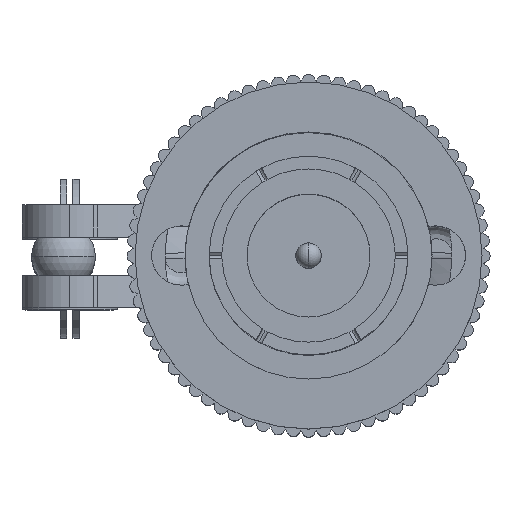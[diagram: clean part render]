
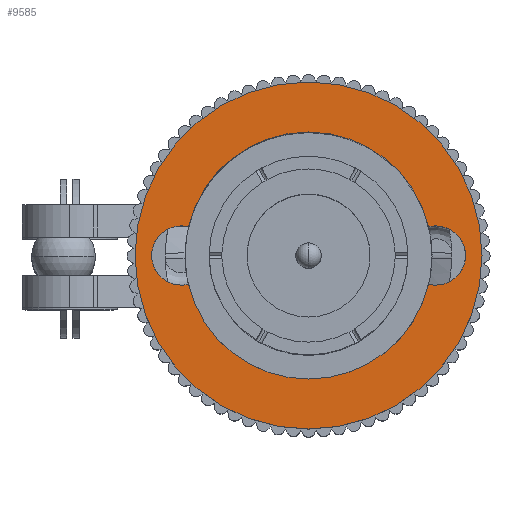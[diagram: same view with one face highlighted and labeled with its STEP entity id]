
A CAD part, top view. The second image highlights one B-rep face of the part: STEP entity #9585.
In plain terms, the highlighted planar face has unit normal (0, 0, 1).
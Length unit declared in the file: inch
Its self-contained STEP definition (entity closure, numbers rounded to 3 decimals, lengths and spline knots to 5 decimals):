
#8781 = VERTEX_POINT ( 'NONE', #16976 ) ;
#8787 = EDGE_CURVE ( 'NONE', #9120, #9102, #18000, .T. ) ;
#8850 = VERTEX_POINT ( 'NONE', #17892 ) ;
#8861 = EDGE_CURVE ( 'NONE', #8876, #9064, #18084, .T. ) ;
#8876 = VERTEX_POINT ( 'NONE', #18058 ) ;
#8888 = VERTEX_POINT ( 'NONE', #18144 ) ;
#8895 = EDGE_CURVE ( 'NONE', #9212, #8850, #18226, .T. ) ;
#8908 = EDGE_CURVE ( 'NONE', #9064, #8888, #18092, .T. ) ;
#9064 = VERTEX_POINT ( 'NONE', #18326 ) ;
#9086 = VERTEX_POINT ( 'NONE', #18434 ) ;
#9093 = EDGE_CURVE ( 'NONE', #9086, #9129, #18319, .T. ) ;
#9102 = VERTEX_POINT ( 'NONE', #18463 ) ;
#9114 = EDGE_CURVE ( 'NONE', #8781, #9086, #18419, .T. ) ;
#9120 = VERTEX_POINT ( 'NONE', #18401 ) ;
#9129 = VERTEX_POINT ( 'NONE', #18396 ) ;
#9149 = EDGE_CURVE ( 'NONE', #8850, #8781, #18515, .T. ) ;
#9212 = VERTEX_POINT ( 'NONE', #18607 ) ;
#9575 = EDGE_CURVE ( 'NONE', #9129, #8876, #19312, .T. ) ;
#9585 = ADVANCED_FACE ( 'NONE', ( #19299, #19338 ), #19340, .T. ) ;
#9586 = ORIENTED_EDGE ( 'NONE', *, *, #9592, .F. ) ;
#9587 = ORIENTED_EDGE ( 'NONE', *, *, #8861, .F. ) ;
#9592 = EDGE_CURVE ( 'NONE', #8888, #9120, #19283, .T. ) ;
#9593 = ORIENTED_EDGE ( 'NONE', *, *, #9093, .F. ) ;
#9610 = EDGE_LOOP ( 'NONE', ( #9586, #9614, #9587, #9615, #9593, #10299, #10272, #10275, #10163, #10126 ) ) ;
#9614 = ORIENTED_EDGE ( 'NONE', *, *, #8908, .F. ) ;
#9615 = ORIENTED_EDGE ( 'NONE', *, *, #9575, .F. ) ;
#9748 = VERTEX_POINT ( 'NONE', #19791 ) ;
#9751 = VERTEX_POINT ( 'NONE', #19795 ) ;
#10091 = EDGE_CURVE ( 'NONE', #9751, #9748, #20432, .T. ) ;
#10118 = ORIENTED_EDGE ( 'NONE', *, *, #10091, .T. ) ;
#10124 = EDGE_CURVE ( 'NONE', #9748, #9751, #20481, .T. ) ;
#10126 = ORIENTED_EDGE ( 'NONE', *, *, #8787, .F. ) ;
#10154 = ORIENTED_EDGE ( 'NONE', *, *, #10124, .T. ) ;
#10163 = ORIENTED_EDGE ( 'NONE', *, *, #10165, .F. ) ;
#10165 = EDGE_CURVE ( 'NONE', #9102, #9212, #20542, .T. ) ;
#10167 = EDGE_LOOP ( 'NONE', ( #10118, #10154 ) ) ;
#10272 = ORIENTED_EDGE ( 'NONE', *, *, #9149, .F. ) ;
#10275 = ORIENTED_EDGE ( 'NONE', *, *, #8895, .F. ) ;
#10299 = ORIENTED_EDGE ( 'NONE', *, *, #9114, .F. ) ;
#16976 = CARTESIAN_POINT ( 'NONE',  ( 0.0451, -0.18868, 0. ) ) ;
#17892 = CARTESIAN_POINT ( 'NONE',  ( 0.0465, -0.2, 0. ) ) ;
#17893 = CARTESIAN_POINT ( 'NONE',  ( 0., 0.2, 0. ) ) ;
#17938 = DIRECTION ( 'NONE',  ( -1., 0., 0. ) ) ;
#17939 = DIRECTION ( 'NONE',  ( 0., 0., 1. ) ) ;
#17997 = DIRECTION ( 'NONE',  ( 1., 0., 0. ) ) ;
#17998 = DIRECTION ( 'NONE',  ( 0., 0., 1. ) ) ;
#17999 = AXIS2_PLACEMENT_3D ( 'NONE', #18026, #17998, #17997 ) ;
#18000 = CIRCLE ( 'NONE', #17999, 0.194 ) ;
#18026 = CARTESIAN_POINT ( 'NONE',  ( 0., 0., 0. ) ) ;
#18058 = CARTESIAN_POINT ( 'NONE',  ( 0.0465, 0.2, 0. ) ) ;
#18063 = AXIS2_PLACEMENT_3D ( 'NONE', #17893, #17939, #17938 ) ;
#18084 = CIRCLE ( 'NONE', #18063, 0.0465 ) ;
#18092 = CIRCLE ( 'NONE', #18094, 0.0465 ) ;
#18094 = AXIS2_PLACEMENT_3D ( 'NONE', #18096, #18198, #18197 ) ;
#18096 = CARTESIAN_POINT ( 'NONE',  ( 0., 0.2, 0. ) ) ;
#18097 = DIRECTION ( 'NONE',  ( 1., 0., 0. ) ) ;
#18098 = DIRECTION ( 'NONE',  ( 0., 0., 1. ) ) ;
#18099 = CARTESIAN_POINT ( 'NONE',  ( 0., -0.2, 0. ) ) ;
#18144 = CARTESIAN_POINT ( 'NONE',  ( -0.0451, 0.18868, 0. ) ) ;
#18197 = DIRECTION ( 'NONE',  ( -1., 0., 0. ) ) ;
#18198 = DIRECTION ( 'NONE',  ( 0., 0., 1. ) ) ;
#18226 = CIRCLE ( 'NONE', #18231, 0.0465 ) ;
#18231 = AXIS2_PLACEMENT_3D ( 'NONE', #18099, #18098, #18097 ) ;
#18319 = CIRCLE ( 'NONE', #18494, 0.194 ) ;
#18326 = CARTESIAN_POINT ( 'NONE',  ( -0.0465, 0.2, 0. ) ) ;
#18354 = DIRECTION ( 'NONE',  ( 1., 0., 0. ) ) ;
#18381 = DIRECTION ( 'NONE',  ( 1., 0., 0. ) ) ;
#18391 = DIRECTION ( 'NONE',  ( 0., 0., 1. ) ) ;
#18396 = CARTESIAN_POINT ( 'NONE',  ( 0.0451, 0.18868, 0. ) ) ;
#18401 = CARTESIAN_POINT ( 'NONE',  ( -0.194, 0., 0. ) ) ;
#18404 = DIRECTION ( 'NONE',  ( 1., 0., 0. ) ) ;
#18405 = DIRECTION ( 'NONE',  ( 0., 0., 1. ) ) ;
#18406 = AXIS2_PLACEMENT_3D ( 'NONE', #18415, #18405, #18404 ) ;
#18408 = CARTESIAN_POINT ( 'NONE',  ( 0., -0.2, 0. ) ) ;
#18415 = CARTESIAN_POINT ( 'NONE',  ( 0., 0., 0. ) ) ;
#18419 = CIRCLE ( 'NONE', #18406, 0.194 ) ;
#18425 = DIRECTION ( 'NONE',  ( 0., 0., 1. ) ) ;
#18430 = CARTESIAN_POINT ( 'NONE',  ( 0., 0., 0. ) ) ;
#18434 = CARTESIAN_POINT ( 'NONE',  ( 0.194, 0., 0. ) ) ;
#18463 = CARTESIAN_POINT ( 'NONE',  ( -0.0451, -0.18868, 0. ) ) ;
#18494 = AXIS2_PLACEMENT_3D ( 'NONE', #18430, #18425, #18381 ) ;
#18501 = AXIS2_PLACEMENT_3D ( 'NONE', #18408, #18391, #18354 ) ;
#18515 = CIRCLE ( 'NONE', #18501, 0.0465 ) ;
#18607 = CARTESIAN_POINT ( 'NONE',  ( -0.0465, -0.2, 0. ) ) ;
#19274 = DIRECTION ( 'NONE',  ( 1., 0., 0. ) ) ;
#19275 = DIRECTION ( 'NONE',  ( 0., 0., 1. ) ) ;
#19276 = CARTESIAN_POINT ( 'NONE',  ( 0., 0., 0. ) ) ;
#19277 = AXIS2_PLACEMENT_3D ( 'NONE', #19276, #19275, #19274 ) ;
#19282 = DIRECTION ( 'NONE',  ( 1., 0., 0. ) ) ;
#19283 = CIRCLE ( 'NONE', #19277, 0.194 ) ;
#19299 = FACE_BOUND ( 'NONE', #9610, .T. ) ;
#19300 = AXIS2_PLACEMENT_3D ( 'NONE', #19342, #19337, #19282 ) ;
#19301 = DIRECTION ( 'NONE',  ( -1., 0., 0. ) ) ;
#19302 = DIRECTION ( 'NONE',  ( 0., 0., 1. ) ) ;
#19303 = AXIS2_PLACEMENT_3D ( 'NONE', #19326, #19302, #19301 ) ;
#19312 = CIRCLE ( 'NONE', #19303, 0.0465 ) ;
#19326 = CARTESIAN_POINT ( 'NONE',  ( 0., 0.2, 0. ) ) ;
#19337 = DIRECTION ( 'NONE',  ( 0., 0., 1. ) ) ;
#19338 = FACE_OUTER_BOUND ( 'NONE', #10167, .T. ) ;
#19340 = PLANE ( 'NONE',  #19300 ) ;
#19342 = CARTESIAN_POINT ( 'NONE',  ( 0.2725, 0., 0. ) ) ;
#19791 = CARTESIAN_POINT ( 'NONE',  ( -0.2725, 0., 0. ) ) ;
#19795 = CARTESIAN_POINT ( 'NONE',  ( 0.2725, 0., 0. ) ) ;
#20428 = CARTESIAN_POINT ( 'NONE',  ( 0., 0., 0. ) ) ;
#20430 = AXIS2_PLACEMENT_3D ( 'NONE', #20428, #20490, #20489 ) ;
#20432 = CIRCLE ( 'NONE', #20430, 0.2725 ) ;
#20459 = DIRECTION ( 'NONE',  ( 1., 0., 0. ) ) ;
#20460 = DIRECTION ( 'NONE',  ( 0., 0., 1. ) ) ;
#20461 = CARTESIAN_POINT ( 'NONE',  ( 0., 0., 0. ) ) ;
#20473 = AXIS2_PLACEMENT_3D ( 'NONE', #20461, #20460, #20459 ) ;
#20481 = CIRCLE ( 'NONE', #20473, 0.2725 ) ;
#20489 = DIRECTION ( 'NONE',  ( 1., 0., 0. ) ) ;
#20490 = DIRECTION ( 'NONE',  ( 0., 0., 1. ) ) ;
#20531 = DIRECTION ( 'NONE',  ( 1., 0., 0. ) ) ;
#20532 = DIRECTION ( 'NONE',  ( 0., 0., 1. ) ) ;
#20541 = CARTESIAN_POINT ( 'NONE',  ( 0., -0.2, 0. ) ) ;
#20542 = CIRCLE ( 'NONE', #20555, 0.0465 ) ;
#20555 = AXIS2_PLACEMENT_3D ( 'NONE', #20541, #20532, #20531 ) ;
